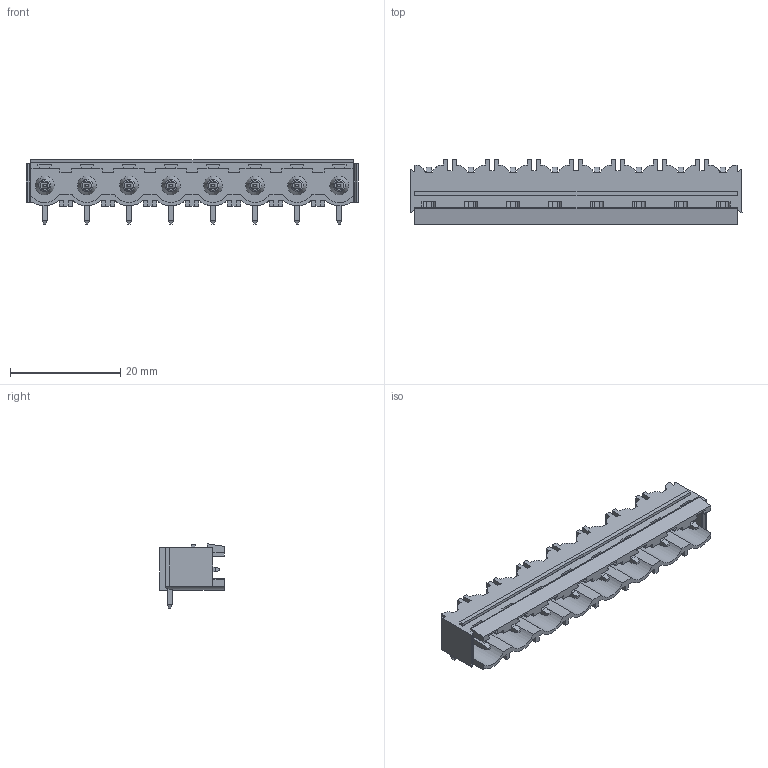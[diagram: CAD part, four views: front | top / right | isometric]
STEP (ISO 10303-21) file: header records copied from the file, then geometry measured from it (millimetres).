
FILE_DESCRIPTION(('CATIA V5 STEP Exchange','CAx-IF Rec.Pracs.--- Model Styling and Organization---1.4--- 2014-01-23'),'2;1');
FILE_NAME ('420025-1_0_1486290000_1486290000.stp','2021-02-15T09:16:17+00:00',('none'),('Weidmueller'),'CATIA Version 5-6 Release 2016 SP3 HF44','CATIA V5 STEP AP214','none');
FILE_SCHEMA(('AUTOMOTIVE_DESIGN { 1 0 10303 214 1 1 1 1 }'));
Length unit declared in the file: millimetre
Products named in the file (1): 1486290000
Bounding box: 60.14 x 11.75 x 11.6 mm (x, y, z)
Volume: 2040 mm3; surface area: 5001.6 mm2
Topology: 9 solids, 9 shells, 540 faces, 1526 edges, 997 vertices
Faces by surface type: plane 438, cylinder 64, torus 16, cone 16, extrusion 6
Entity records: 16330 total; most frequent: CARTESIAN_POINT 3300, ORIENTED_EDGE 3052, DIRECTION 2094, EDGE_CURVE 1526, VECTOR 1307, LINE 1301, VERTEX_POINT 997, EDGE_LOOP 565
